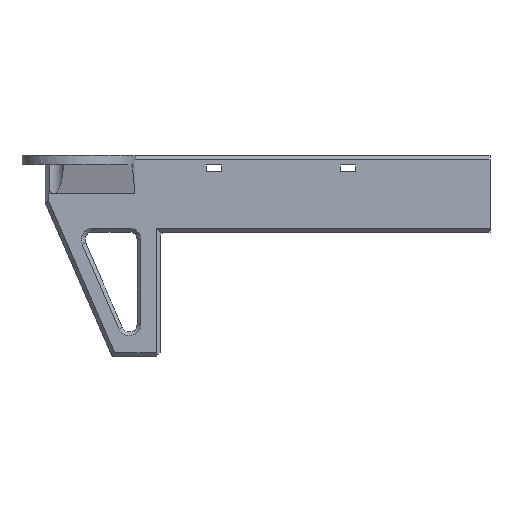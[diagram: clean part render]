
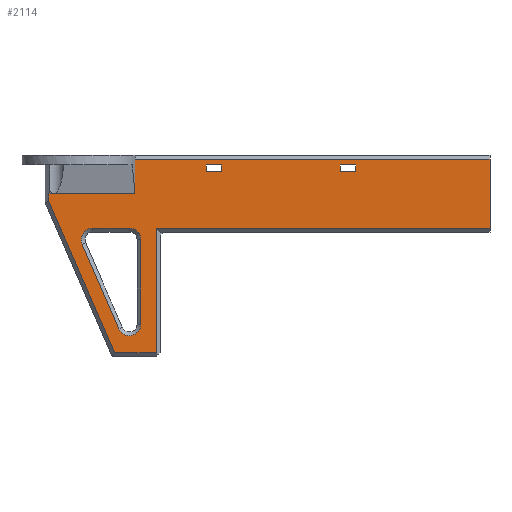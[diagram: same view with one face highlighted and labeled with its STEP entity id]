
A CAD part, front view. The second image highlights one B-rep face of the part: STEP entity #2114.
In plain terms, the highlighted planar face has unit normal (0, -1, 0).
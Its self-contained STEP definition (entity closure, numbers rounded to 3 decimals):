
#70=CARTESIAN_POINT('Vertex',(-53.,-4.,-4.25)) ;
#73=CARTESIAN_POINT('Line Origine',(-53.,-4.,-3.375)) ;
#77=CARTESIAN_POINT('Vertex',(-53.,-4.,-2.5)) ;
#104=CARTESIAN_POINT('Line Origine',(-55.,-4.,-2.5)) ;
#108=CARTESIAN_POINT('Vertex',(-57.,-4.,-2.5)) ;
#135=CARTESIAN_POINT('Line Origine',(-57.,-4.,-3.375)) ;
#139=CARTESIAN_POINT('Vertex',(-57.,-4.,-4.25)) ;
#163=CARTESIAN_POINT('Vertex',(-109.,-4.,-44.034)) ;
#179=CARTESIAN_POINT('Vertex',(-114.751,-4.,-45.23)) ;
#182=CARTESIAN_POINT('Axis2P3D Location',(-112.,-4.,-44.034)) ;
#203=CARTESIAN_POINT('Vertex',(-109.,-4.,-22.)) ;
#213=CARTESIAN_POINT('Line Origine',(-109.,-4.,-26.75)) ;
#234=CARTESIAN_POINT('Vertex',(-112.,-4.,-19.)) ;
#244=CARTESIAN_POINT('Axis2P3D Location',(-112.,-4.,-22.)) ;
#265=CARTESIAN_POINT('Vertex',(-121.58,-4.,-19.)) ;
#275=CARTESIAN_POINT('Line Origine',(-76.,-4.,-19.)) ;
#296=CARTESIAN_POINT('Vertex',(-124.331,-4.,-23.196)) ;
#306=CARTESIAN_POINT('Axis2P3D Location',(-121.58,-4.,-22.)) ;
#328=CARTESIAN_POINT('Line Origine',(-122.786,-4.,-26.75)) ;
#1650=CARTESIAN_POINT('Vertex',(-92.,-4.,-4.25)) ;
#1653=CARTESIAN_POINT('Line Origine',(-90.,-4.,-4.25)) ;
#1657=CARTESIAN_POINT('Vertex',(-88.,-4.,-4.25)) ;
#1688=CARTESIAN_POINT('Vertex',(-92.,-4.,-2.5)) ;
#1691=CARTESIAN_POINT('Line Origine',(-92.,-4.,-3.375)) ;
#1714=CARTESIAN_POINT('Vertex',(-88.,-4.,-2.5)) ;
#1717=CARTESIAN_POINT('Line Origine',(-90.,-4.,-2.5)) ;
#1739=CARTESIAN_POINT('Line Origine',(-88.,-4.,-3.375)) ;
#1759=CARTESIAN_POINT('Vertex',(-115.844,-4.,-51.5)) ;
#1762=CARTESIAN_POINT('Line Origine',(-126.605,-4.,-26.75)) ;
#1766=CARTESIAN_POINT('Vertex',(-133.,-4.,-12.042)) ;
#1788=CARTESIAN_POINT('Vertex',(-105.,-4.,-51.5)) ;
#1791=CARTESIAN_POINT('Line Origine',(-76.,-4.,-51.5)) ;
#1812=CARTESIAN_POINT('Vertex',(-105.,-4.,-19.)) ;
#1815=CARTESIAN_POINT('Line Origine',(-105.,-4.,-26.75)) ;
#1838=CARTESIAN_POINT('Vertex',(-18.,-4.,-19.)) ;
#1841=CARTESIAN_POINT('Line Origine',(-76.,-4.,-19.)) ;
#1875=CARTESIAN_POINT('Vertex',(-18.,-4.,-1.)) ;
#1878=CARTESIAN_POINT('Line Origine',(-18.,-4.,-10.)) ;
#1899=CARTESIAN_POINT('Line Origine',(-55.,-4.,-4.25)) ;
#1923=CARTESIAN_POINT('Vertex',(-110.543,-4.,-10.)) ;
#1952=CARTESIAN_POINT('Vertex',(-131.718,-4.,-10.)) ;
#1955=CARTESIAN_POINT('Line Origine',(-75.5,-4.,-10.)) ;
#1977=CARTESIAN_POINT('Vertex',(-110.543,-4.,-1.)) ;
#1980=CARTESIAN_POINT('Line Origine',(-79.,-4.,-1.)) ;
#2000=CARTESIAN_POINT('Vertex',(-133.,-4.,-10.)) ;
#2024=CARTESIAN_POINT('Line Origine',(-133.,-4.,-26.75)) ;
#2067=CARTESIAN_POINT('Axis2P3D Location',(0.,-4.,0.)) ;
#2072=CARTESIAN_POINT('Line Origine',(-132.359,-4.,-10.)) ;
#2077=CARTESIAN_POINT('Line Origine',(-110.543,-4.,-5.5)) ;
#74=DIRECTION('Vector Direction',(0.,0.,-1.)) ;
#105=DIRECTION('Vector Direction',(1.,0.,0.)) ;
#136=DIRECTION('Vector Direction',(0.,0.,1.)) ;
#183=DIRECTION('Axis2P3D Direction',(0.,1.,0.)) ;
#214=DIRECTION('Vector Direction',(0.,0.,-1.)) ;
#245=DIRECTION('Axis2P3D Direction',(0.,1.,0.)) ;
#276=DIRECTION('Vector Direction',(-1.,0.,0.)) ;
#307=DIRECTION('Axis2P3D Direction',(0.,1.,0.)) ;
#329=DIRECTION('Vector Direction',(-0.399,0.,0.917)) ;
#1654=DIRECTION('Vector Direction',(-1.,0.,0.)) ;
#1692=DIRECTION('Vector Direction',(0.,0.,1.)) ;
#1718=DIRECTION('Vector Direction',(1.,0.,0.)) ;
#1740=DIRECTION('Vector Direction',(0.,0.,-1.)) ;
#1763=DIRECTION('Vector Direction',(0.399,0.,-0.917)) ;
#1792=DIRECTION('Vector Direction',(1.,0.,0.)) ;
#1816=DIRECTION('Vector Direction',(0.,0.,-1.)) ;
#1842=DIRECTION('Vector Direction',(-1.,0.,0.)) ;
#1879=DIRECTION('Vector Direction',(0.,0.,-1.)) ;
#1900=DIRECTION('Vector Direction',(-1.,0.,0.)) ;
#1956=DIRECTION('Vector Direction',(-1.,0.,0.)) ;
#1981=DIRECTION('Vector Direction',(1.,0.,0.)) ;
#2025=DIRECTION('Vector Direction',(0.,0.,1.)) ;
#2068=DIRECTION('Axis2P3D Direction',(0.,1.,-0.)) ;
#2069=DIRECTION('Axis2P3D XDirection',(-1.,0.,0.)) ;
#2073=DIRECTION('Vector Direction',(-1.,0.,0.)) ;
#2078=DIRECTION('Vector Direction',(0.,0.,-1.)) ;
#184=AXIS2_PLACEMENT_3D('Circle Axis2P3D',#182,#183,$) ;
#246=AXIS2_PLACEMENT_3D('Circle Axis2P3D',#244,#245,$) ;
#308=AXIS2_PLACEMENT_3D('Circle Axis2P3D',#306,#307,$) ;
#2070=AXIS2_PLACEMENT_3D('Plane Axis2P3D',#2067,#2068,#2069) ;
#2083=ORIENTED_EDGE('',*,*,#2076,.F.) ;
#2084=ORIENTED_EDGE('',*,*,#2028,.F.) ;
#2085=ORIENTED_EDGE('',*,*,#1768,.F.) ;
#2086=ORIENTED_EDGE('',*,*,#1795,.F.) ;
#2087=ORIENTED_EDGE('',*,*,#1819,.F.) ;
#2088=ORIENTED_EDGE('',*,*,#1845,.F.) ;
#2089=ORIENTED_EDGE('',*,*,#1882,.F.) ;
#2090=ORIENTED_EDGE('',*,*,#1984,.F.) ;
#2091=ORIENTED_EDGE('',*,*,#2081,.T.) ;
#2092=ORIENTED_EDGE('',*,*,#1959,.F.) ;
#2095=ORIENTED_EDGE('',*,*,#1903,.F.) ;
#2096=ORIENTED_EDGE('',*,*,#141,.F.) ;
#2097=ORIENTED_EDGE('',*,*,#110,.F.) ;
#2098=ORIENTED_EDGE('',*,*,#79,.F.) ;
#2101=ORIENTED_EDGE('',*,*,#1659,.F.) ;
#2102=ORIENTED_EDGE('',*,*,#1695,.F.) ;
#2103=ORIENTED_EDGE('',*,*,#1721,.F.) ;
#2104=ORIENTED_EDGE('',*,*,#1743,.F.) ;
#2107=ORIENTED_EDGE('',*,*,#332,.T.) ;
#2108=ORIENTED_EDGE('',*,*,#310,.T.) ;
#2109=ORIENTED_EDGE('',*,*,#279,.T.) ;
#2110=ORIENTED_EDGE('',*,*,#248,.T.) ;
#2111=ORIENTED_EDGE('',*,*,#217,.T.) ;
#2112=ORIENTED_EDGE('',*,*,#186,.T.) ;
#2099=FACE_BOUND('',#2094,.T.) ;
#2105=FACE_BOUND('',#2100,.T.) ;
#2113=FACE_BOUND('',#2106,.T.) ;
#75=VECTOR('Line Direction',#74,1.) ;
#106=VECTOR('Line Direction',#105,1.) ;
#137=VECTOR('Line Direction',#136,1.) ;
#215=VECTOR('Line Direction',#214,1.) ;
#277=VECTOR('Line Direction',#276,1.) ;
#330=VECTOR('Line Direction',#329,1.) ;
#1655=VECTOR('Line Direction',#1654,1.) ;
#1693=VECTOR('Line Direction',#1692,1.) ;
#1719=VECTOR('Line Direction',#1718,1.) ;
#1741=VECTOR('Line Direction',#1740,1.) ;
#1764=VECTOR('Line Direction',#1763,1.) ;
#1793=VECTOR('Line Direction',#1792,1.) ;
#1817=VECTOR('Line Direction',#1816,1.) ;
#1843=VECTOR('Line Direction',#1842,1.) ;
#1880=VECTOR('Line Direction',#1879,1.) ;
#1901=VECTOR('Line Direction',#1900,1.) ;
#1957=VECTOR('Line Direction',#1956,1.) ;
#1982=VECTOR('Line Direction',#1981,1.) ;
#2026=VECTOR('Line Direction',#2025,1.) ;
#2074=VECTOR('Line Direction',#2073,1.) ;
#2079=VECTOR('Line Direction',#2078,1.) ;
#2114=ADVANCED_FACE('PartBody',(#2093,#2099,#2105,#2113),#2071,.F.) ;
#185=CIRCLE('generated circle',#184,3.) ;
#247=CIRCLE('generated circle',#246,3.) ;
#309=CIRCLE('generated circle',#308,3.) ;
#79=EDGE_CURVE('',#71,#78,#76,.F.) ;
#110=EDGE_CURVE('',#78,#109,#107,.F.) ;
#141=EDGE_CURVE('',#109,#140,#138,.F.) ;
#186=EDGE_CURVE('',#164,#180,#185,.T.) ;
#217=EDGE_CURVE('',#204,#164,#216,.T.) ;
#248=EDGE_CURVE('',#235,#204,#247,.T.) ;
#279=EDGE_CURVE('',#266,#235,#278,.F.) ;
#310=EDGE_CURVE('',#297,#266,#309,.T.) ;
#332=EDGE_CURVE('',#180,#297,#331,.T.) ;
#1659=EDGE_CURVE('',#1651,#1658,#1656,.F.) ;
#1695=EDGE_CURVE('',#1689,#1651,#1694,.F.) ;
#1721=EDGE_CURVE('',#1715,#1689,#1720,.F.) ;
#1743=EDGE_CURVE('',#1658,#1715,#1742,.F.) ;
#1768=EDGE_CURVE('',#1760,#1767,#1765,.F.) ;
#1795=EDGE_CURVE('',#1789,#1760,#1794,.F.) ;
#1819=EDGE_CURVE('',#1813,#1789,#1818,.T.) ;
#1845=EDGE_CURVE('',#1839,#1813,#1844,.T.) ;
#1882=EDGE_CURVE('',#1876,#1839,#1881,.T.) ;
#1903=EDGE_CURVE('',#140,#71,#1902,.F.) ;
#1959=EDGE_CURVE('',#1953,#1924,#1958,.F.) ;
#1984=EDGE_CURVE('',#1978,#1876,#1983,.T.) ;
#2028=EDGE_CURVE('',#1767,#2001,#2027,.T.) ;
#2076=EDGE_CURVE('',#2001,#1953,#2075,.F.) ;
#2081=EDGE_CURVE('',#1978,#1924,#2080,.T.) ;
#2082=EDGE_LOOP('',(#2083,#2084,#2085,#2086,#2087,#2088,#2089,#2090,#2091,#2092)) ;
#2094=EDGE_LOOP('',(#2095,#2096,#2097,#2098)) ;
#2100=EDGE_LOOP('',(#2101,#2102,#2103,#2104)) ;
#2106=EDGE_LOOP('',(#2107,#2108,#2109,#2110,#2111,#2112)) ;
#2093=FACE_OUTER_BOUND('',#2082,.T.) ;
#76=LINE('Line',#73,#75) ;
#107=LINE('Line',#104,#106) ;
#138=LINE('Line',#135,#137) ;
#216=LINE('Line',#213,#215) ;
#278=LINE('Line',#275,#277) ;
#331=LINE('Line',#328,#330) ;
#1656=LINE('Line',#1653,#1655) ;
#1694=LINE('Line',#1691,#1693) ;
#1720=LINE('Line',#1717,#1719) ;
#1742=LINE('Line',#1739,#1741) ;
#1765=LINE('Line',#1762,#1764) ;
#1794=LINE('Line',#1791,#1793) ;
#1818=LINE('Line',#1815,#1817) ;
#1844=LINE('Line',#1841,#1843) ;
#1881=LINE('Line',#1878,#1880) ;
#1902=LINE('Line',#1899,#1901) ;
#1958=LINE('Line',#1955,#1957) ;
#1983=LINE('Line',#1980,#1982) ;
#2027=LINE('Line',#2024,#2026) ;
#2075=LINE('Line',#2072,#2074) ;
#2080=LINE('Line',#2077,#2079) ;
#2071=PLANE('Plane',#2070) ;
#71=VERTEX_POINT('',#70) ;
#78=VERTEX_POINT('',#77) ;
#109=VERTEX_POINT('',#108) ;
#140=VERTEX_POINT('',#139) ;
#164=VERTEX_POINT('',#163) ;
#180=VERTEX_POINT('',#179) ;
#204=VERTEX_POINT('',#203) ;
#235=VERTEX_POINT('',#234) ;
#266=VERTEX_POINT('',#265) ;
#297=VERTEX_POINT('',#296) ;
#1651=VERTEX_POINT('',#1650) ;
#1658=VERTEX_POINT('',#1657) ;
#1689=VERTEX_POINT('',#1688) ;
#1715=VERTEX_POINT('',#1714) ;
#1760=VERTEX_POINT('',#1759) ;
#1767=VERTEX_POINT('',#1766) ;
#1789=VERTEX_POINT('',#1788) ;
#1813=VERTEX_POINT('',#1812) ;
#1839=VERTEX_POINT('',#1838) ;
#1876=VERTEX_POINT('',#1875) ;
#1924=VERTEX_POINT('',#1923) ;
#1953=VERTEX_POINT('',#1952) ;
#1978=VERTEX_POINT('',#1977) ;
#2001=VERTEX_POINT('',#2000) ;
